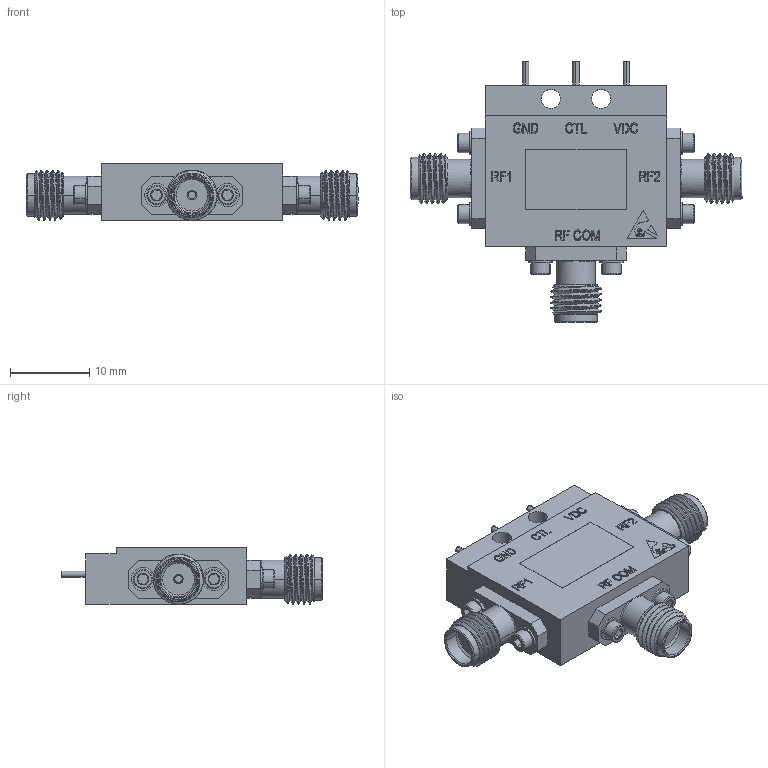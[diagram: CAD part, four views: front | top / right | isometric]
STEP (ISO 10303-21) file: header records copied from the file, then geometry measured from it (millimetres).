
FILE_DESCRIPTION (( 'STEP AP203' ), '1' );
FILE_NAME ('PE71S5005 ¦ FMSW5005.step', '2019-01-24T19:31:38', ( '' ), ( '' ), 'SwSTEP 2.0', 'SolidWorks 2017', '' );
FILE_SCHEMA (( 'CONFIG_CONTROL_DESIGN' ));
Length unit declared in the file: inch
Products named in the file (1): PE71S5005 ｦ FMSW5005
Bounding box: 41.91 x 32.89 x 7.14 mm (x, y, z)
Volume: 3939.8 mm3; surface area: 2804.9 mm2
Topology: 1 solids, 10 shells, 793 faces, 1974 edges, 1265 vertices
Faces by surface type: plane 352, cylinder 191, bspline 139, cone 102, torus 9
Entity records: 36369 total; most frequent: CARTESIAN_POINT 18741, ORIENTED_EDGE 3924, DIRECTION 3151, EDGE_CURVE 1962, VERTEX_POINT 1265, VECTOR 1065, LINE 1065, AXIS2_PLACEMENT_3D 1043
